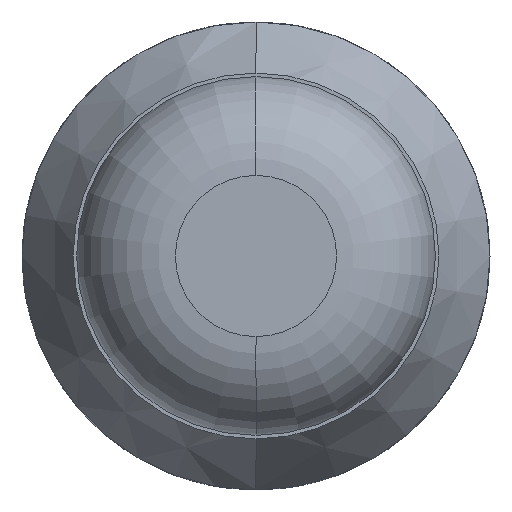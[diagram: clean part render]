
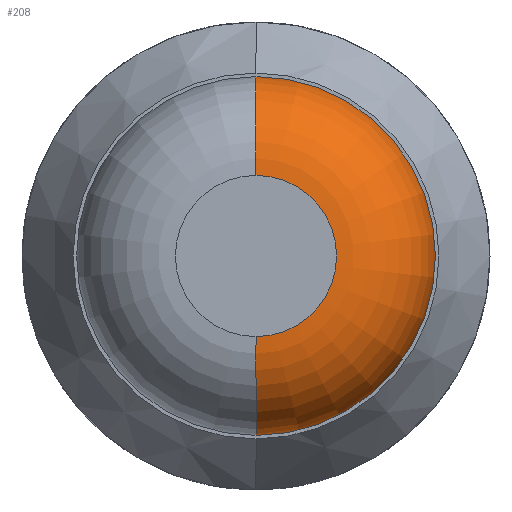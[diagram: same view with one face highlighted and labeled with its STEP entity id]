
A CAD part, front view. The second image highlights one B-rep face of the part: STEP entity #208.
In plain terms, the highlighted toroidal (fillet/blend) face has major radius 0.155 mm and minor radius 0.19 mm.
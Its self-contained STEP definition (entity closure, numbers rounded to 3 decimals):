
#86 = EDGE_LOOP ( 'NONE', ( #4926, #3361, #1057, #4906 ) ) ;
#168 = AXIS2_PLACEMENT_3D ( 'NONE', #4309, #3545, #1100 ) ;
#208 = ADVANCED_FACE ( 'Defeature ausgef�hrt1_3', ( #814 ), #745, .T. ) ;
#296 = DIRECTION ( 'NONE',  ( 0., 0., -1. ) ) ;
#353 = DIRECTION ( 'NONE',  ( 1., 0., 0. ) ) ;
#556 = DIRECTION ( 'NONE',  ( -1., 0., 0. ) ) ;
#745 = TOROIDAL_SURFACE ( 'NONE', #168, 0.155, 0.19 ) ;
#764 = AXIS2_PLACEMENT_3D ( 'NONE', #1548, #353, #296 ) ;
#814 = FACE_OUTER_BOUND ( 'NONE', #86, .T. ) ;
#1057 = ORIENTED_EDGE ( 'NONE', *, *, #3707, .F. ) ;
#1100 = DIRECTION ( 'NONE',  ( 0., 0., 1. ) ) ;
#1112 = CIRCLE ( 'NONE', #2713, 0.345 ) ;
#1141 = CARTESIAN_POINT ( 'NONE',  ( 0., -12.51, 0.345 ) ) ;
#1235 = CARTESIAN_POINT ( 'NONE',  ( 0., -12.51, -0.345 ) ) ;
#1352 = CARTESIAN_POINT ( 'NONE',  ( 0., -12.7, -0.155 ) ) ;
#1548 = CARTESIAN_POINT ( 'NONE',  ( 0., -12.51, -0.155 ) ) ;
#1864 = CARTESIAN_POINT ( 'NONE',  ( 0., -12.51, 0. ) ) ;
#2050 = CARTESIAN_POINT ( 'NONE',  ( 0., -12.7, 0.155 ) ) ;
#2181 = VERTEX_POINT ( 'NONE', #1141 ) ;
#2194 = DIRECTION ( 'NONE',  ( 0., 0., 1. ) ) ;
#2284 = EDGE_CURVE ( 'Defeature ausgef�hrt1_3+Defeature ausgef�hrt1_4+Defeature ausgef�hrt1_4+Defeature ausgef�hrt1_4', #3148, #4896, #5084, .T. ) ;
#2625 = EDGE_CURVE ( 'NONE', #4896, #4386, #4767, .T. ) ;
#2713 = AXIS2_PLACEMENT_3D ( 'NONE', #1864, #4304, #5124 ) ;
#2764 = CIRCLE ( 'NONE', #4090, 0.19 ) ;
#2880 = EDGE_CURVE ( 'NONE', #3148, #2181, #2764, .T. ) ;
#3148 = VERTEX_POINT ( 'NONE', #2050 ) ;
#3237 = DIRECTION ( 'NONE',  ( 0., 1., 0. ) ) ;
#3361 = ORIENTED_EDGE ( 'NONE', *, *, #2625, .T. ) ;
#3545 = DIRECTION ( 'NONE',  ( 0., 1., 0. ) ) ;
#3707 = EDGE_CURVE ( 'Defeature ausgef�hrt1_1+Defeature ausgef�hrt1_3+Defeature ausgef�hrt1_3+Defeature ausgef�hrt1_3', #2181, #4386, #1112, .T. ) ;
#3843 = CARTESIAN_POINT ( 'NONE',  ( 0., -12.51, 0.155 ) ) ;
#4040 = CARTESIAN_POINT ( 'NONE',  ( 0., -12.7, 0. ) ) ;
#4090 = AXIS2_PLACEMENT_3D ( 'NONE', #3843, #556, #2194 ) ;
#4304 = DIRECTION ( 'NONE',  ( 0., 1., 0. ) ) ;
#4309 = CARTESIAN_POINT ( 'NONE',  ( 0., -12.51, 0. ) ) ;
#4386 = VERTEX_POINT ( 'NONE', #1235 ) ;
#4767 = CIRCLE ( 'NONE', #764, 0.19 ) ;
#4871 = AXIS2_PLACEMENT_3D ( 'NONE', #4040, #3237, #5284 ) ;
#4896 = VERTEX_POINT ( 'NONE', #1352 ) ;
#4906 = ORIENTED_EDGE ( 'NONE', *, *, #2880, .F. ) ;
#4926 = ORIENTED_EDGE ( 'NONE', *, *, #2284, .T. ) ;
#5084 = CIRCLE ( 'NONE', #4871, 0.155 ) ;
#5124 = DIRECTION ( 'NONE',  ( 0., 0., 1. ) ) ;
#5284 = DIRECTION ( 'NONE',  ( 0., 0., 1. ) ) ;
